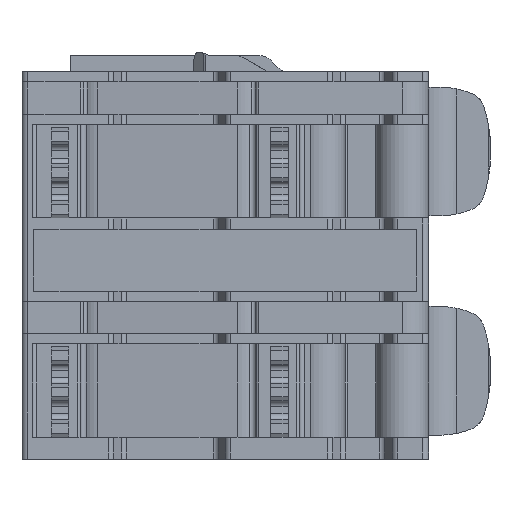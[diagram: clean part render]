
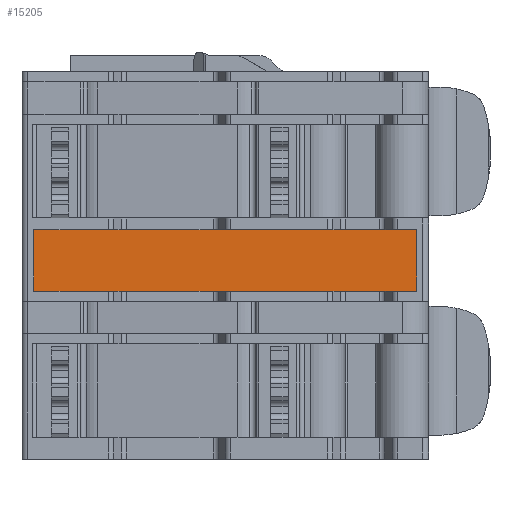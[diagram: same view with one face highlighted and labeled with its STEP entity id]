
A CAD part, front view. The second image highlights one B-rep face of the part: STEP entity #15205.
In plain terms, the highlighted planar face has unit normal (0, -1, 0).
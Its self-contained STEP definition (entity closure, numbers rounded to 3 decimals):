
#2437=ORIENTED_EDGE('',*,*,#5151,.F.);
#2438=ORIENTED_EDGE('',*,*,#5153,.F.);
#2439=ORIENTED_EDGE('',*,*,#5148,.T.);
#2440=ORIENTED_EDGE('',*,*,#5154,.T.);
#5148=EDGE_CURVE('',#6549,#6548,#7572,.T.);
#5151=EDGE_CURVE('',#6550,#6551,#7575,.T.);
#5153=EDGE_CURVE('',#6549,#6550,#7577,.T.);
#5154=EDGE_CURVE('',#6548,#6551,#7578,.T.);
#6548=VERTEX_POINT('',#22089);
#6549=VERTEX_POINT('',#22091);
#6550=VERTEX_POINT('',#22095);
#6551=VERTEX_POINT('',#22097);
#7572=LINE('',#22090,#8749);
#7575=LINE('',#22096,#8752);
#7577=LINE('',#22100,#8754);
#7578=LINE('',#22101,#8755);
#8749=VECTOR('',#18397,1000.);
#8752=VECTOR('',#18402,1000.);
#8754=VECTOR('',#18406,1000.);
#8755=VECTOR('',#18407,1000.);
#9525=EDGE_LOOP('',(#2437,#2438,#2439,#2440));
#10130=FACE_BOUND('',#9525,.T.);
#10607=PLANE('',#16102);
#15205=ADVANCED_FACE('',(#10130),#10607,.T.);
#16102=AXIS2_PLACEMENT_3D('',#22099,#18404,#18405);
#18397=DIRECTION('',(-1.,0.,0.));
#18402=DIRECTION('',(-1.,0.,0.));
#18404=DIRECTION('',(0.,-1.,0.));
#18405=DIRECTION('',(0.,0.,-1.));
#18406=DIRECTION('',(0.,0.,-1.));
#18407=DIRECTION('',(0.,0.,-1.));
#22089=CARTESIAN_POINT('',(-16.8,1.8,14.2));
#22090=CARTESIAN_POINT('',(9.4,1.8,14.2));
#22091=CARTESIAN_POINT('',(9.4,1.8,14.2));
#22095=CARTESIAN_POINT('',(9.4,1.8,10.));
#22096=CARTESIAN_POINT('',(9.4,1.8,10.));
#22097=CARTESIAN_POINT('',(-16.8,1.8,10.));
#22099=CARTESIAN_POINT('',(9.4,1.8,14.2));
#22100=CARTESIAN_POINT('',(9.4,1.8,14.2));
#22101=CARTESIAN_POINT('',(-16.8,1.8,14.2));
